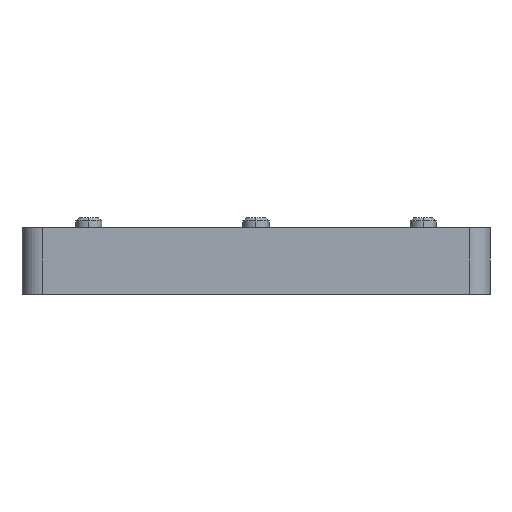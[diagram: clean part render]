
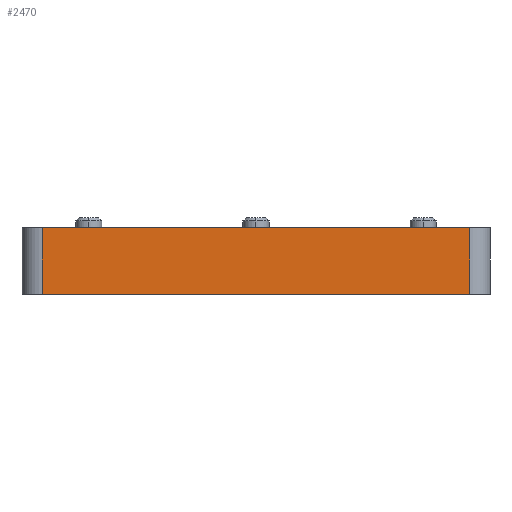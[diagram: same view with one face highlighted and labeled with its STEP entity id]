
A CAD part, left-side view. The second image highlights one B-rep face of the part: STEP entity #2470.
In plain terms, the highlighted planar face has unit normal (-1, 0, 0).
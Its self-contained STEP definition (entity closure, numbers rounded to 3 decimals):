
#39 = DIRECTION ( 'NONE',  ( 0., 0., -1. ) ) ;
#41 = ORIENTED_EDGE ( 'NONE', *, *, #2002, .T. ) ;
#118 = VERTEX_POINT ( 'NONE', #1728 ) ;
#127 = CARTESIAN_POINT ( 'NONE',  ( -74.5, -32., 10. ) ) ;
#132 = VERTEX_POINT ( 'NONE', #1443 ) ;
#291 = ORIENTED_EDGE ( 'NONE', *, *, #505, .F. ) ;
#505 = EDGE_CURVE ( 'NONE', #1339, #1487, #2357, .T. ) ;
#634 = ORIENTED_EDGE ( 'NONE', *, *, #2599, .F. ) ;
#735 = DIRECTION ( 'NONE',  ( 0., 0., -1. ) ) ;
#779 = ORIENTED_EDGE ( 'NONE', *, *, #1389, .T. ) ;
#798 = LINE ( 'NONE', #882, #2464 ) ;
#882 = CARTESIAN_POINT ( 'NONE',  ( -74.5, 32., 0. ) ) ;
#940 = CARTESIAN_POINT ( 'NONE',  ( -74.5, 32., 10. ) ) ;
#1024 = DIRECTION ( 'NONE',  ( 1., 0., 0. ) ) ;
#1056 = DIRECTION ( 'NONE',  ( 0., -1., 0. ) ) ;
#1135 = VECTOR ( 'NONE', #39, 1000. ) ;
#1201 = EDGE_LOOP ( 'NONE', ( #779, #634, #291, #41 ) ) ;
#1339 = VERTEX_POINT ( 'NONE', #1471 ) ;
#1389 = EDGE_CURVE ( 'NONE', #118, #132, #798, .T. ) ;
#1443 = CARTESIAN_POINT ( 'NONE',  ( -74.5, -32., 0. ) ) ;
#1471 = CARTESIAN_POINT ( 'NONE',  ( -74.5, 32., 10. ) ) ;
#1487 = VERTEX_POINT ( 'NONE', #127 ) ;
#1568 = CARTESIAN_POINT ( 'NONE',  ( -74.5, -32., 10. ) ) ;
#1573 = LINE ( 'NONE', #1568, #1135 ) ;
#1584 = AXIS2_PLACEMENT_3D ( 'NONE', #2424, #1024, #2725 ) ;
#1728 = CARTESIAN_POINT ( 'NONE',  ( -74.5, 32., 0. ) ) ;
#2002 = EDGE_CURVE ( 'NONE', #1339, #118, #2201, .T. ) ;
#2110 = VECTOR ( 'NONE', #2151, 1000. ) ;
#2120 = CARTESIAN_POINT ( 'NONE',  ( -74.5, 32., 10. ) ) ;
#2151 = DIRECTION ( 'NONE',  ( 0., -1., 0. ) ) ;
#2201 = LINE ( 'NONE', #940, #2549 ) ;
#2357 = LINE ( 'NONE', #2120, #2110 ) ;
#2369 = PLANE ( 'NONE',  #1584 ) ;
#2413 = FACE_OUTER_BOUND ( 'NONE', #1201, .T. ) ;
#2424 = CARTESIAN_POINT ( 'NONE',  ( -74.5, 32., 10. ) ) ;
#2464 = VECTOR ( 'NONE', #1056, 1000. ) ;
#2470 = ADVANCED_FACE ( 'NONE', ( #2413 ), #2369, .F. ) ;
#2549 = VECTOR ( 'NONE', #735, 1000. ) ;
#2599 = EDGE_CURVE ( 'NONE', #1487, #132, #1573, .T. ) ;
#2725 = DIRECTION ( 'NONE',  ( 0., 1., 0. ) ) ;
